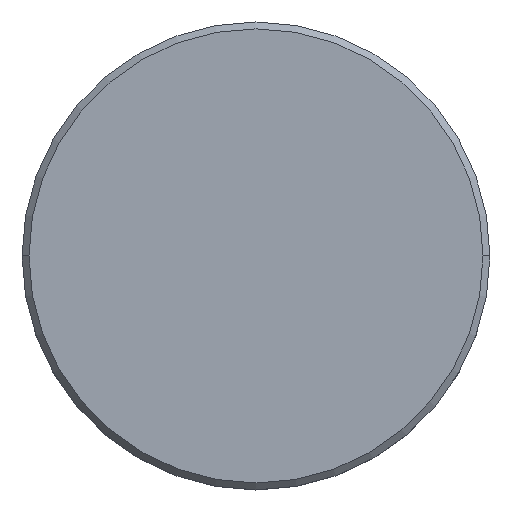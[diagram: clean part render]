
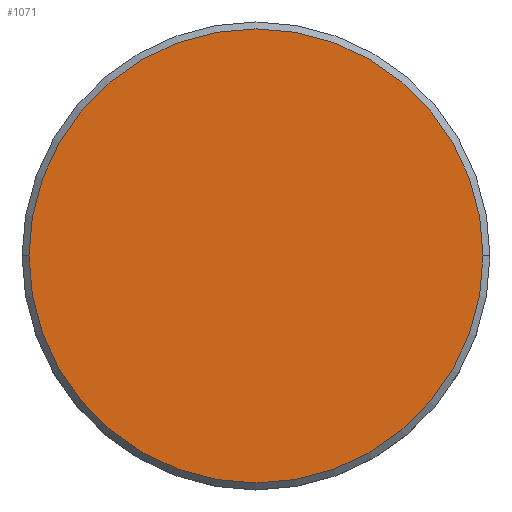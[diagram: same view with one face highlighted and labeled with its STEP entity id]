
A CAD part, top view. The second image highlights one B-rep face of the part: STEP entity #1071.
In plain terms, the highlighted planar face has unit normal (0, 0, 1).
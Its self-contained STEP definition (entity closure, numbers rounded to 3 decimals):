
#3 = VERTEX_POINT ( 'NONE', #611 ) ;
#86 = CIRCLE ( 'NONE', #129, 16.5 ) ;
#129 = AXIS2_PLACEMENT_3D ( 'NONE', #832, #644, #1103 ) ;
#211 = PLANE ( 'NONE',  #490 ) ;
#250 = DIRECTION ( 'NONE',  ( 1., 0., 0. ) ) ;
#308 = DIRECTION ( 'NONE',  ( 0., 0., 1. ) ) ;
#331 = VERTEX_POINT ( 'NONE', #836 ) ;
#366 = DIRECTION ( 'NONE',  ( 0., 0., 1. ) ) ;
#434 = AXIS2_PLACEMENT_3D ( 'NONE', #973, #366, #250 ) ;
#490 = AXIS2_PLACEMENT_3D ( 'NONE', #864, #308, #1047 ) ;
#496 = EDGE_CURVE ( 'NONE', #3, #331, #86, .T. ) ;
#611 = CARTESIAN_POINT ( 'NONE',  ( -16.5, 0., 0. ) ) ;
#644 = DIRECTION ( 'NONE',  ( 0., 0., 1. ) ) ;
#749 = ORIENTED_EDGE ( 'NONE', *, *, #1171, .T. ) ;
#832 = CARTESIAN_POINT ( 'NONE',  ( 0., 0., 0. ) ) ;
#836 = CARTESIAN_POINT ( 'NONE',  ( 16.5, 0., 0. ) ) ;
#864 = CARTESIAN_POINT ( 'NONE',  ( 0., 0., 0. ) ) ;
#973 = CARTESIAN_POINT ( 'NONE',  ( 0., 0., 0. ) ) ;
#987 = ORIENTED_EDGE ( 'NONE', *, *, #496, .T. ) ;
#1029 = FACE_OUTER_BOUND ( 'NONE', #1169, .T. ) ;
#1047 = DIRECTION ( 'NONE',  ( 1., 0., 0. ) ) ;
#1071 = ADVANCED_FACE ( 'NONE', ( #1029 ), #211, .T. ) ;
#1103 = DIRECTION ( 'NONE',  ( 1., 0., 0. ) ) ;
#1169 = EDGE_LOOP ( 'NONE', ( #987, #749 ) ) ;
#1171 = EDGE_CURVE ( 'NONE', #331, #3, #1176, .T. ) ;
#1176 = CIRCLE ( 'NONE', #434, 16.5 ) ;
